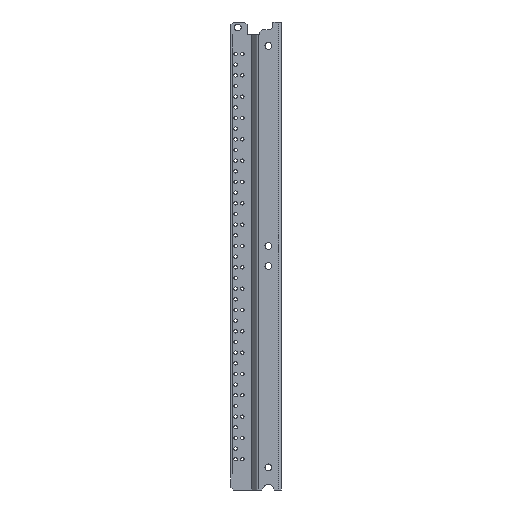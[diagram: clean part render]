
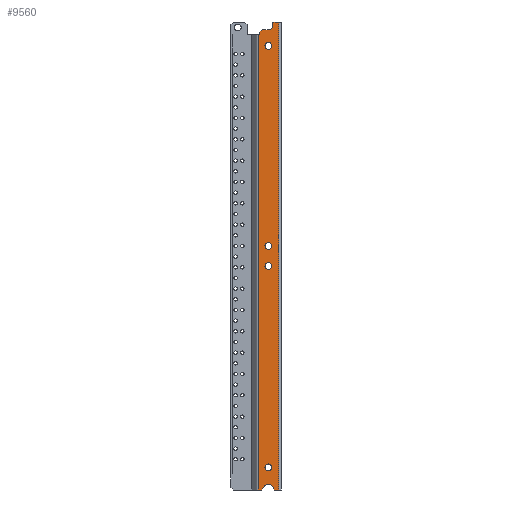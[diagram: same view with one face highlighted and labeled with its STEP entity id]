
A CAD part, front view. The second image highlights one B-rep face of the part: STEP entity #9560.
In plain terms, the highlighted face is planar.
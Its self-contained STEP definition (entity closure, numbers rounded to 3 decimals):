
#3213=DIRECTION('',(0.,-1.,0.));
#3214=VECTOR('',#3213,533.29);
#3215=CARTESIAN_POINT('',(17.,734.79,26.916));
#3216=LINE('',#3215,#3214);
#3220=CARTESIAN_POINT('',(17.,228.,14.995));
#3221=DIRECTION('',(1.,0.,0.));
#3222=DIRECTION('',(0.,1.,0.));
#3223=AXIS2_PLACEMENT_3D('',#3220,#3221,#3222);
#3228=CARTESIAN_POINT('',(17.,228.,14.995));
#3229=DIRECTION('',(1.,0.,0.));
#3230=DIRECTION('',(0.,-1.,0.));
#3231=AXIS2_PLACEMENT_3D('',#3228,#3229,#3230);
#3236=CARTESIAN_POINT('',(17.,722.,14.995));
#3237=DIRECTION('',(1.,0.,0.));
#3238=DIRECTION('',(0.,1.,0.));
#3239=AXIS2_PLACEMENT_3D('',#3236,#3237,#3238);
#3244=CARTESIAN_POINT('',(17.,722.,14.995));
#3245=DIRECTION('',(1.,0.,0.));
#3246=DIRECTION('',(0.,-1.,0.));
#3247=AXIS2_PLACEMENT_3D('',#3244,#3245,#3246);
#3252=CARTESIAN_POINT('',(17.,464.,14.995));
#3253=DIRECTION('',(-1.,0.,0.));
#3254=DIRECTION('',(0.,-1.,0.));
#3255=AXIS2_PLACEMENT_3D('',#3252,#3253,#3254);
#3260=CARTESIAN_POINT('',(17.,464.,14.995));
#3261=DIRECTION('',(-1.,0.,0.));
#3262=DIRECTION('',(0.,1.,0.));
#3263=AXIS2_PLACEMENT_3D('',#3260,#3261,#3262);
#3268=CARTESIAN_POINT('',(17.,487.5,14.995));
#3269=DIRECTION('',(-1.,0.,0.));
#3270=DIRECTION('',(0.,-1.,0.));
#3271=AXIS2_PLACEMENT_3D('',#3268,#3269,#3270);
#3276=CARTESIAN_POINT('',(17.,487.5,14.995));
#3277=DIRECTION('',(-1.,0.,0.));
#3278=DIRECTION('',(0.,1.,0.));
#3279=AXIS2_PLACEMENT_3D('',#3276,#3277,#3278);
#3284=DIRECTION('',(0.,0.,1.));
#3285=VECTOR('',#3284,4.52);
#3286=CARTESIAN_POINT('',(17.,201.5,3.));
#3287=LINE('',#3286,#3285);
#3291=DIRECTION('',(0.,0.844,0.537));
#3292=VECTOR('',#3291,5.287);
#3293=CARTESIAN_POINT('',(17.,201.5,7.52));
#3294=LINE('',#3293,#3292);
#3298=CARTESIAN_POINT('',(17.,203.001,14.995));
#3299=DIRECTION('',(1.,0.,0.));
#3300=DIRECTION('',(0.,0.538,-0.843));
#3301=AXIS2_PLACEMENT_3D('',#3298,#3299,#3300);
#3306=DIRECTION('',(0.,-0.844,0.537));
#3307=VECTOR('',#3306,5.287);
#3308=CARTESIAN_POINT('',(17.,205.96,19.63));
#3309=LINE('',#3308,#3307);
#3313=DIRECTION('',(0.,0.,1.));
#3314=VECTOR('',#3313,4.446);
#3315=CARTESIAN_POINT('',(17.,201.5,22.47));
#3316=LINE('',#3315,#3314);
#3320=DIRECTION('',(0.,0.,-1.));
#3321=VECTOR('',#3320,1.916);
#3322=CARTESIAN_POINT('',(17.,734.79,26.916));
#3323=LINE('',#3322,#3321);
#3327=DIRECTION('',(0.,0.707,-0.707));
#3328=VECTOR('',#3327,4.243);
#3329=CARTESIAN_POINT('',(17.,738.1,25.));
#3330=LINE('',#3329,#3328);
#3334=CARTESIAN_POINT('',(17.,746.1,15.));
#3335=DIRECTION('',(1.,0.,0.));
#3336=DIRECTION('',(0.,-1.,0.));
#3337=AXIS2_PLACEMENT_3D('',#3334,#3335,#3336);
#3342=DIRECTION('',(0.,0.,-1.));
#3343=VECTOR('',#3342,7.);
#3344=CARTESIAN_POINT('',(17.,750.,10.));
#3345=LINE('',#3344,#3343);
#3845=DIRECTION('',(0.,1.,0.));
#3846=VECTOR('',#3845,548.5);
#3847=CARTESIAN_POINT('',(17.,201.5,3.));
#3848=LINE('',#3847,#3846);
#5902=DIRECTION('',(0.,-1.,0.));
#5903=VECTOR('',#5902,3.9);
#5904=CARTESIAN_POINT('',(17.,750.,10.));
#5905=LINE('',#5904,#5903);
#5923=DIRECTION('',(0.,0.,1.));
#5924=VECTOR('',#5923,7.);
#5925=CARTESIAN_POINT('',(17.,741.1,15.));
#5926=LINE('',#5925,#5924);
#5944=DIRECTION('',(0.,-1.,0.));
#5945=VECTOR('',#5944,3.31);
#5946=CARTESIAN_POINT('',(17.,738.1,25.));
#5947=LINE('',#5946,#5945);
#6348=CARTESIAN_POINT('',(17.,726.,14.995));
#6349=CARTESIAN_POINT('',(17.,718.,14.995));
#6350=VERTEX_POINT('',#6348);
#6351=VERTEX_POINT('',#6349);
#6352=CARTESIAN_POINT('',(17.,734.79,26.916));
#6353=CARTESIAN_POINT('',(17.,734.79,25.));
#6354=VERTEX_POINT('',#6352);
#6355=VERTEX_POINT('',#6353);
#6356=CARTESIAN_POINT('',(17.,738.1,25.));
#6357=VERTEX_POINT('',#6356);
#6358=CARTESIAN_POINT('',(17.,741.1,22.));
#6359=VERTEX_POINT('',#6358);
#6360=CARTESIAN_POINT('',(17.,741.1,15.));
#6361=VERTEX_POINT('',#6360);
#6362=CARTESIAN_POINT('',(17.,746.1,10.));
#6363=VERTEX_POINT('',#6362);
#6364=CARTESIAN_POINT('',(17.,750.,10.));
#6365=VERTEX_POINT('',#6364);
#6366=CARTESIAN_POINT('',(17.,750.,3.));
#6367=VERTEX_POINT('',#6366);
#6958=CARTESIAN_POINT('',(17.,460.,14.995));
#6959=CARTESIAN_POINT('',(17.,468.,14.995));
#6960=VERTEX_POINT('',#6958);
#6961=VERTEX_POINT('',#6959);
#6962=CARTESIAN_POINT('',(17.,483.5,14.995));
#6963=CARTESIAN_POINT('',(17.,491.5,14.995));
#6964=VERTEX_POINT('',#6962);
#6965=VERTEX_POINT('',#6963);
#7008=CARTESIAN_POINT('',(17.,201.5,3.));
#7009=CARTESIAN_POINT('',(17.,201.5,7.52));
#7010=VERTEX_POINT('',#7008);
#7011=VERTEX_POINT('',#7009);
#7012=CARTESIAN_POINT('',(17.,205.96,10.36));
#7013=VERTEX_POINT('',#7012);
#7014=CARTESIAN_POINT('',(17.,205.96,19.63));
#7015=VERTEX_POINT('',#7014);
#7016=CARTESIAN_POINT('',(17.,201.5,22.47));
#7017=VERTEX_POINT('',#7016);
#7018=CARTESIAN_POINT('',(17.,201.5,26.916));
#7019=VERTEX_POINT('',#7018);
#7020=CARTESIAN_POINT('',(17.,232.,14.995));
#7021=CARTESIAN_POINT('',(17.,224.,14.995));
#7022=VERTEX_POINT('',#7020);
#7023=VERTEX_POINT('',#7021);
#9502=CARTESIAN_POINT('',(17.,600.,0.));
#9503=DIRECTION('',(1.,0.,0.));
#9504=DIRECTION('',(0.,-1.,0.));
#9505=AXIS2_PLACEMENT_3D('',#9502,#9503,#9504);
#9506=PLANE('',#9505);
#9508=ORIENTED_EDGE('',*,*,#9507,.F.);
#9510=ORIENTED_EDGE('',*,*,#9509,.T.);
#9512=ORIENTED_EDGE('',*,*,#9511,.T.);
#9514=ORIENTED_EDGE('',*,*,#9513,.T.);
#9516=ORIENTED_EDGE('',*,*,#9515,.T.);
#9518=ORIENTED_EDGE('',*,*,#9517,.T.);
#9519=ORIENTED_EDGE('',*,*,#9492,.F.);
#9521=ORIENTED_EDGE('',*,*,#9520,.T.);
#9523=ORIENTED_EDGE('',*,*,#9522,.F.);
#9525=ORIENTED_EDGE('',*,*,#9524,.T.);
#9527=ORIENTED_EDGE('',*,*,#9526,.F.);
#9529=ORIENTED_EDGE('',*,*,#9528,.T.);
#9531=ORIENTED_EDGE('',*,*,#9530,.F.);
#9533=ORIENTED_EDGE('',*,*,#9532,.T.);
#9534=EDGE_LOOP('',(#9508,#9510,#9512,#9514,#9516,#9518,#9519,#9521,#9523,#9525,
#9527,#9529,#9531,#9533));
#9535=FACE_OUTER_BOUND('',#9534,.F.);
#9537=ORIENTED_EDGE('',*,*,#9536,.T.);
#9539=ORIENTED_EDGE('',*,*,#9538,.T.);
#9540=EDGE_LOOP('',(#9537,#9539));
#9541=FACE_BOUND('',#9540,.F.);
#9543=ORIENTED_EDGE('',*,*,#9542,.F.);
#9545=ORIENTED_EDGE('',*,*,#9544,.F.);
#9546=EDGE_LOOP('',(#9543,#9545));
#9547=FACE_BOUND('',#9546,.F.);
#9549=ORIENTED_EDGE('',*,*,#9548,.F.);
#9551=ORIENTED_EDGE('',*,*,#9550,.F.);
#9552=EDGE_LOOP('',(#9549,#9551));
#9553=FACE_BOUND('',#9552,.F.);
#9555=ORIENTED_EDGE('',*,*,#9554,.T.);
#9557=ORIENTED_EDGE('',*,*,#9556,.T.);
#9558=EDGE_LOOP('',(#9555,#9557));
#9559=FACE_BOUND('',#9558,.F.);
#3224=CIRCLE('',#3223,4.);
#3232=CIRCLE('',#3231,4.);
#3240=CIRCLE('',#3239,4.);
#3248=CIRCLE('',#3247,4.);
#3256=CIRCLE('',#3255,4.);
#3264=CIRCLE('',#3263,4.);
#3272=CIRCLE('',#3271,4.);
#3280=CIRCLE('',#3279,4.);
#3302=CIRCLE('',#3301,5.499);
#3338=CIRCLE('',#3337,5.);
#9492=EDGE_CURVE('',#6354,#7019,#3216,.T.);
#9507=EDGE_CURVE('',#7010,#6367,#3848,.T.);
#9509=EDGE_CURVE('',#7010,#7011,#3287,.T.);
#9511=EDGE_CURVE('',#7011,#7013,#3294,.T.);
#9513=EDGE_CURVE('',#7013,#7015,#3302,.T.);
#9515=EDGE_CURVE('',#7015,#7017,#3309,.T.);
#9517=EDGE_CURVE('',#7017,#7019,#3316,.T.);
#9520=EDGE_CURVE('',#6354,#6355,#3323,.T.);
#9522=EDGE_CURVE('',#6357,#6355,#5947,.T.);
#9524=EDGE_CURVE('',#6357,#6359,#3330,.T.);
#9526=EDGE_CURVE('',#6361,#6359,#5926,.T.);
#9528=EDGE_CURVE('',#6361,#6363,#3338,.T.);
#9530=EDGE_CURVE('',#6365,#6363,#5905,.T.);
#9532=EDGE_CURVE('',#6365,#6367,#3345,.T.);
#9536=EDGE_CURVE('',#6350,#6351,#3240,.T.);
#9538=EDGE_CURVE('',#6351,#6350,#3248,.T.);
#9542=EDGE_CURVE('',#6960,#6961,#3256,.T.);
#9544=EDGE_CURVE('',#6961,#6960,#3264,.T.);
#9548=EDGE_CURVE('',#6964,#6965,#3272,.T.);
#9550=EDGE_CURVE('',#6965,#6964,#3280,.T.);
#9554=EDGE_CURVE('',#7022,#7023,#3224,.T.);
#9556=EDGE_CURVE('',#7023,#7022,#3232,.T.);
#9560=ADVANCED_FACE('',(#9535,#9541,#9547,#9553,#9559),#9506,.T.);
